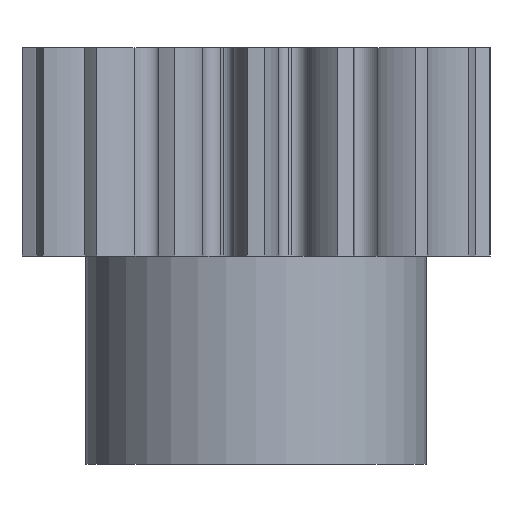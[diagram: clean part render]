
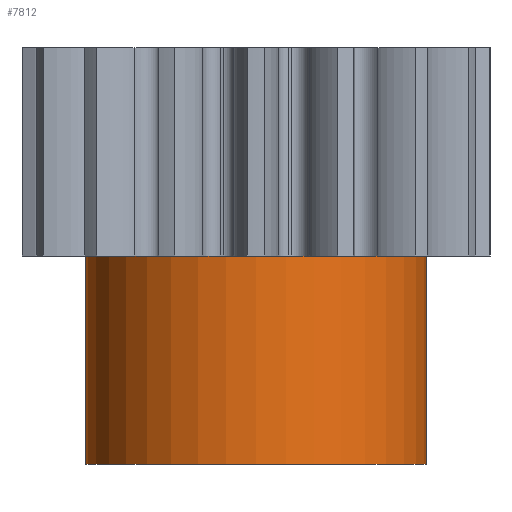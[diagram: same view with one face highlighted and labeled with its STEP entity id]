
A CAD part, front view. The second image highlights one B-rep face of the part: STEP entity #7812.
In plain terms, the highlighted cylindrical face has radius 5.199 mm (diameter 10.399 mm), a partial arc.
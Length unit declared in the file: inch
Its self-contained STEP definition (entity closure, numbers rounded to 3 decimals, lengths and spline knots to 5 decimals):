
#263 = CARTESIAN_POINT ( 'NONE',  ( -0.2047, 0., -0.25 ) ) ;
#769 = ORIENTED_EDGE ( 'NONE', *, *, #12524, .T. ) ;
#857 = CIRCLE ( 'NONE', #2750, 0.2047 ) ;
#933 = CIRCLE ( 'NONE', #10424, 0.2047 ) ;
#1887 = CARTESIAN_POINT ( 'NONE',  ( 0.2047, 0., 0. ) ) ;
#2094 = EDGE_CURVE ( 'NONE', #4787, #8988, #933, .T. ) ;
#2380 = VERTEX_POINT ( 'NONE', #2849 ) ;
#2442 = CARTESIAN_POINT ( 'NONE',  ( 0., 0., -0.25 ) ) ;
#2676 = ORIENTED_EDGE ( 'NONE', *, *, #2094, .F. ) ;
#2750 = AXIS2_PLACEMENT_3D ( 'NONE', #5338, #6610, #8924 ) ;
#2849 = CARTESIAN_POINT ( 'NONE',  ( -0.2047, 0., 0. ) ) ;
#3199 = VECTOR ( 'NONE', #12866, 39.37008 ) ;
#3571 = VERTEX_POINT ( 'NONE', #1887 ) ;
#3595 = DIRECTION ( 'NONE',  ( 0., 0., -1. ) ) ;
#3597 = CYLINDRICAL_SURFACE ( 'NONE', #4271, 0.2047 ) ;
#4271 = AXIS2_PLACEMENT_3D ( 'NONE', #11494, #9224, #8118 ) ;
#4721 = ORIENTED_EDGE ( 'NONE', *, *, #7557, .T. ) ;
#4787 = VERTEX_POINT ( 'NONE', #5151 ) ;
#5151 = CARTESIAN_POINT ( 'NONE',  ( 0.2047, 0., -0.25 ) ) ;
#5338 = CARTESIAN_POINT ( 'NONE',  ( 0., 0., 0. ) ) ;
#6230 = ORIENTED_EDGE ( 'NONE', *, *, #14184, .F. ) ;
#6436 = CARTESIAN_POINT ( 'NONE',  ( -0.2047, 0., -0.25 ) ) ;
#6610 = DIRECTION ( 'NONE',  ( 0., 0., -1. ) ) ;
#7557 = EDGE_CURVE ( 'NONE', #4787, #3571, #11175, .T. ) ;
#7812 = ADVANCED_FACE ( 'NONE', ( #13171 ), #3597, .T. ) ;
#8118 = DIRECTION ( 'NONE',  ( 1., 0., 0. ) ) ;
#8551 = CARTESIAN_POINT ( 'NONE',  ( 0.2047, 0., -0.25 ) ) ;
#8924 = DIRECTION ( 'NONE',  ( -1., 0., 0. ) ) ;
#8988 = VERTEX_POINT ( 'NONE', #6436 ) ;
#9071 = EDGE_LOOP ( 'NONE', ( #6230, #2676, #4721, #769 ) ) ;
#9224 = DIRECTION ( 'NONE',  ( 0., 0., 1. ) ) ;
#10424 = AXIS2_PLACEMENT_3D ( 'NONE', #2442, #3595, #11510 ) ;
#11175 = LINE ( 'NONE', #8551, #12626 ) ;
#11494 = CARTESIAN_POINT ( 'NONE',  ( 0., 0., -0.25 ) ) ;
#11510 = DIRECTION ( 'NONE',  ( -1., 0., 0. ) ) ;
#12397 = LINE ( 'NONE', #263, #3199 ) ;
#12524 = EDGE_CURVE ( 'NONE', #3571, #2380, #857, .T. ) ;
#12626 = VECTOR ( 'NONE', #13282, 39.37008 ) ;
#12866 = DIRECTION ( 'NONE',  ( 0., 0., 1. ) ) ;
#13171 = FACE_OUTER_BOUND ( 'NONE', #9071, .T. ) ;
#13282 = DIRECTION ( 'NONE',  ( 0., 0., 1. ) ) ;
#14184 = EDGE_CURVE ( 'NONE', #8988, #2380, #12397, .T. ) ;
